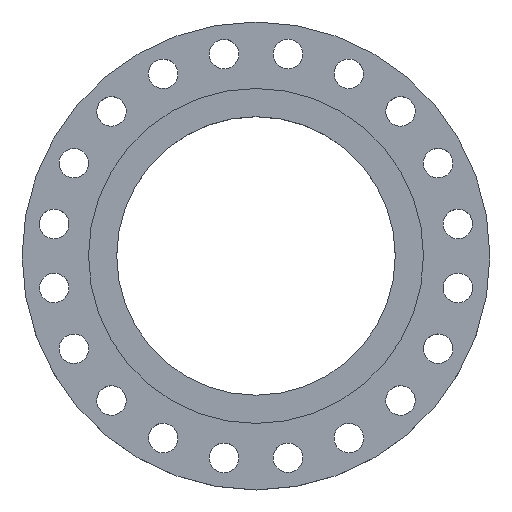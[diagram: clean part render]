
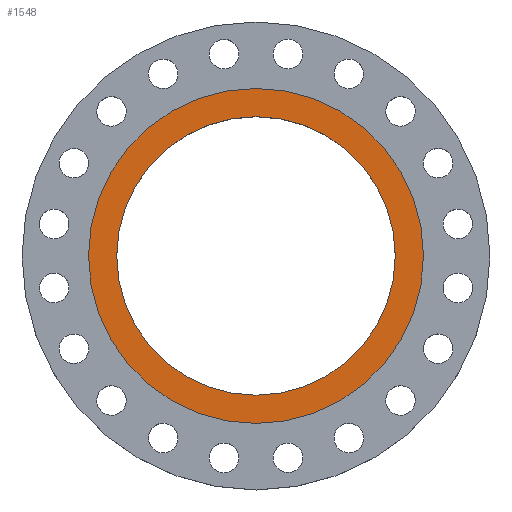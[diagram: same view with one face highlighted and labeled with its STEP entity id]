
A CAD part, top view. The second image highlights one B-rep face of the part: STEP entity #1548.
In plain terms, the highlighted planar face has unit normal (0, 0, 1).
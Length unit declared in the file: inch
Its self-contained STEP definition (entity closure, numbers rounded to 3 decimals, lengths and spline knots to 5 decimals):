
#104 = ORIENTED_EDGE ( 'NONE', *, *, #133, .T. ) ;
#116 = PLANE ( 'NONE',  #966 ) ;
#120 = DIRECTION ( 'NONE',  ( 0., 0., 1. ) ) ;
#121 = DIRECTION ( 'NONE',  ( 0., 0., 1. ) ) ;
#128 = CARTESIAN_POINT ( 'NONE',  ( -8.5, 0., 0. ) ) ;
#133 = EDGE_CURVE ( 'NONE', #1162, #614, #1419, .T. ) ;
#252 = ORIENTED_EDGE ( 'NONE', *, *, #913, .F. ) ;
#275 = DIRECTION ( 'NONE',  ( 1., 0., 0. ) ) ;
#325 = EDGE_CURVE ( 'NONE', #614, #1162, #1517, .T. ) ;
#327 = EDGE_LOOP ( 'NONE', ( #252, #1850 ) ) ;
#395 = CARTESIAN_POINT ( 'NONE',  ( 0., 0., 0. ) ) ;
#501 = VERTEX_POINT ( 'NONE', #1181 ) ;
#519 = CIRCLE ( 'NONE', #1834, 7.07 ) ;
#614 = VERTEX_POINT ( 'NONE', #1001 ) ;
#653 = CARTESIAN_POINT ( 'NONE',  ( 0., 0., 0. ) ) ;
#696 = DIRECTION ( 'NONE',  ( 1., 0., 0. ) ) ;
#699 = DIRECTION ( 'NONE',  ( 1., 0., 0. ) ) ;
#707 = VERTEX_POINT ( 'NONE', #715 ) ;
#715 = CARTESIAN_POINT ( 'NONE',  ( -7.07, 0., 0. ) ) ;
#902 = CIRCLE ( 'NONE', #1184, 7.07 ) ;
#913 = EDGE_CURVE ( 'NONE', #501, #707, #902, .T. ) ;
#949 = DIRECTION ( 'NONE',  ( 0., 0., 1. ) ) ;
#966 = AXIS2_PLACEMENT_3D ( 'NONE', #395, #1429, #1088 ) ;
#1001 = CARTESIAN_POINT ( 'NONE',  ( 8.5, 0., 0. ) ) ;
#1056 = DIRECTION ( 'NONE',  ( 1., 0., 0. ) ) ;
#1088 = DIRECTION ( 'NONE',  ( 1., 0., 0. ) ) ;
#1134 = EDGE_CURVE ( 'NONE', #707, #501, #519, .T. ) ;
#1162 = VERTEX_POINT ( 'NONE', #128 ) ;
#1181 = CARTESIAN_POINT ( 'NONE',  ( 7.07, 0., 0. ) ) ;
#1184 = AXIS2_PLACEMENT_3D ( 'NONE', #653, #949, #1056 ) ;
#1357 = EDGE_LOOP ( 'NONE', ( #1888, #104 ) ) ;
#1398 = DIRECTION ( 'NONE',  ( 0., 0., 1. ) ) ;
#1400 = CARTESIAN_POINT ( 'NONE',  ( 0., 0., 0. ) ) ;
#1419 = CIRCLE ( 'NONE', #1810, 8.5 ) ;
#1424 = CARTESIAN_POINT ( 'NONE',  ( 0., 0., 0. ) ) ;
#1429 = DIRECTION ( 'NONE',  ( 0., 0., 1. ) ) ;
#1502 = CARTESIAN_POINT ( 'NONE',  ( 0., 0., 0. ) ) ;
#1517 = CIRCLE ( 'NONE', #1754, 8.5 ) ;
#1548 = ADVANCED_FACE ( 'NONE', ( #1857, #1708 ), #116, .T. ) ;
#1708 = FACE_OUTER_BOUND ( 'NONE', #1357, .T. ) ;
#1754 = AXIS2_PLACEMENT_3D ( 'NONE', #1502, #1398, #696 ) ;
#1810 = AXIS2_PLACEMENT_3D ( 'NONE', #1400, #120, #699 ) ;
#1834 = AXIS2_PLACEMENT_3D ( 'NONE', #1424, #121, #275 ) ;
#1850 = ORIENTED_EDGE ( 'NONE', *, *, #1134, .F. ) ;
#1857 = FACE_BOUND ( 'NONE', #327, .T. ) ;
#1888 = ORIENTED_EDGE ( 'NONE', *, *, #325, .T. ) ;
